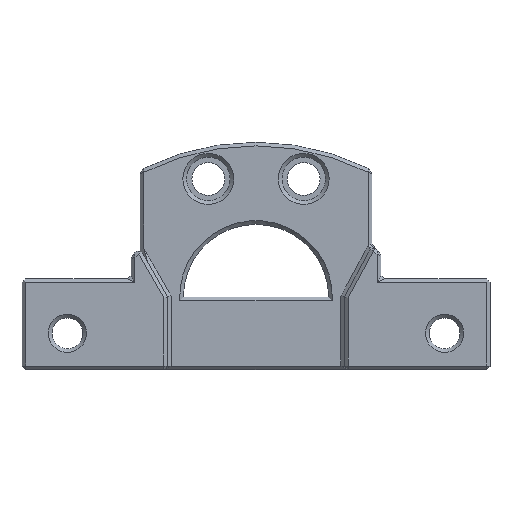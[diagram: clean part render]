
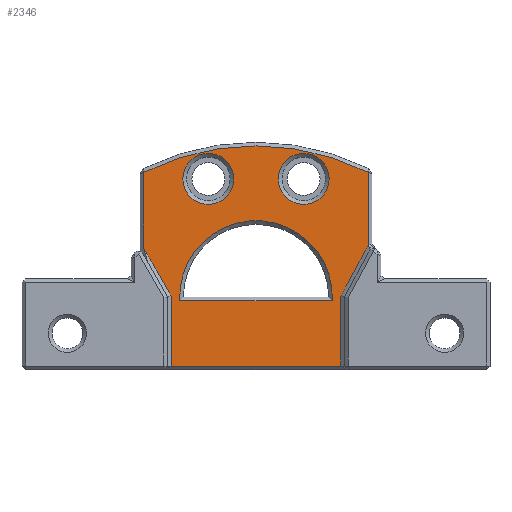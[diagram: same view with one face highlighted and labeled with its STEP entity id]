
A CAD part, top view. The second image highlights one B-rep face of the part: STEP entity #2346.
In plain terms, the highlighted planar face has unit normal (0, 0, 1).
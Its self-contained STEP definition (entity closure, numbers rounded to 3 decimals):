
#58=FACE_BOUND('',#426,.T.);
#59=FACE_BOUND('',#427,.T.);
#60=FACE_BOUND('',#428,.T.);
#71=CIRCLE('',#2513,27.581);
#72=CIRCLE('',#2514,2.8);
#73=CIRCLE('',#2515,8.4);
#74=CIRCLE('',#2516,2.8);
#143=PLANE('',#2512);
#270=FACE_OUTER_BOUND('',#425,.T.);
#425=EDGE_LOOP('',(#1788,#1789,#1790,#1791,#1792,#1793,#1794,#1795));
#426=EDGE_LOOP('',(#1796));
#427=EDGE_LOOP('',(#1797,#1798));
#428=EDGE_LOOP('',(#1799));
#619=LINE('',#3695,#889);
#627=LINE('',#3709,#897);
#629=LINE('',#3714,#899);
#631=LINE('',#3718,#901);
#654=LINE('',#3771,#924);
#655=LINE('',#3773,#925);
#656=LINE('',#3776,#926);
#657=LINE('',#3782,#927);
#889=VECTOR('',#2785,10.);
#897=VECTOR('',#2799,10.);
#899=VECTOR('',#2803,10.);
#901=VECTOR('',#2807,10.);
#924=VECTOR('',#2852,10.);
#925=VECTOR('',#2853,10.);
#926=VECTOR('',#2856,10.);
#927=VECTOR('',#2861,10.);
#1108=VERTEX_POINT('',#3426);
#1152=VERTEX_POINT('',#3683);
#1155=VERTEX_POINT('',#3693);
#1157=VERTEX_POINT('',#3699);
#1160=VERTEX_POINT('',#3713);
#1161=VERTEX_POINT('',#3717);
#1177=VERTEX_POINT('',#3772);
#1178=VERTEX_POINT('',#3774);
#1179=VERTEX_POINT('',#3777);
#1180=VERTEX_POINT('',#3779);
#1181=VERTEX_POINT('',#3780);
#1182=VERTEX_POINT('',#3783);
#1366=EDGE_CURVE('',#1155,#1152,#619,.T.);
#1374=EDGE_CURVE('',#1152,#1157,#627,.T.);
#1376=EDGE_CURVE('',#1157,#1160,#629,.T.);
#1378=EDGE_CURVE('',#1160,#1161,#631,.T.);
#1404=EDGE_CURVE('',#1108,#1155,#654,.T.);
#1405=EDGE_CURVE('',#1177,#1108,#655,.T.);
#1406=EDGE_CURVE('',#1178,#1177,#71,.T.);
#1407=EDGE_CURVE('',#1161,#1178,#656,.T.);
#1408=EDGE_CURVE('',#1179,#1179,#72,.T.);
#1409=EDGE_CURVE('',#1180,#1181,#73,.T.);
#1410=EDGE_CURVE('',#1181,#1180,#657,.T.);
#1411=EDGE_CURVE('',#1182,#1182,#74,.T.);
#1788=ORIENTED_EDGE('',*,*,#1378,.F.);
#1789=ORIENTED_EDGE('',*,*,#1376,.F.);
#1790=ORIENTED_EDGE('',*,*,#1374,.F.);
#1791=ORIENTED_EDGE('',*,*,#1366,.F.);
#1792=ORIENTED_EDGE('',*,*,#1404,.F.);
#1793=ORIENTED_EDGE('',*,*,#1405,.F.);
#1794=ORIENTED_EDGE('',*,*,#1406,.F.);
#1795=ORIENTED_EDGE('',*,*,#1407,.F.);
#1796=ORIENTED_EDGE('',*,*,#1408,.F.);
#1797=ORIENTED_EDGE('',*,*,#1409,.F.);
#1798=ORIENTED_EDGE('',*,*,#1410,.F.);
#1799=ORIENTED_EDGE('',*,*,#1411,.F.);
#2346=ADVANCED_FACE('',(#270,#58,#59,#60),#143,.T.);
#2512=AXIS2_PLACEMENT_3D('',#3770,#2850,#2851);
#2513=AXIS2_PLACEMENT_3D('',#3775,#2854,#2855);
#2514=AXIS2_PLACEMENT_3D('',#3778,#2857,#2858);
#2515=AXIS2_PLACEMENT_3D('',#3781,#2859,#2860);
#2516=AXIS2_PLACEMENT_3D('',#3784,#2862,#2863);
#2785=DIRECTION('',(0.,-1.,0.));
#2799=DIRECTION('',(-1.,0.,0.));
#2803=DIRECTION('',(0.,1.,0.));
#2807=DIRECTION('',(-0.496,0.869,0.));
#2850=DIRECTION('center_axis',(0.,0.,1.));
#2851=DIRECTION('ref_axis',(1.,0.,0.));
#2852=DIRECTION('',(-0.475,-0.88,0.));
#2853=DIRECTION('',(0.,-1.,0.));
#2854=DIRECTION('center_axis',(0.,0.,-1.));
#2855=DIRECTION('ref_axis',(0.92,0.391,0.));
#2856=DIRECTION('',(0.,1.,0.));
#2857=DIRECTION('center_axis',(0.,0.,1.));
#2858=DIRECTION('ref_axis',(1.,0.,0.));
#2859=DIRECTION('center_axis',(0.,0.,1.));
#2860=DIRECTION('ref_axis',(-1.,0.,0.));
#2861=DIRECTION('',(1.,0.,0.));
#2862=DIRECTION('center_axis',(0.,0.,1.));
#2863=DIRECTION('ref_axis',(1.,0.,0.));
#3426=CARTESIAN_POINT('',(38.1,13.66,-0.5));
#3683=CARTESIAN_POINT('',(35.1,0.4,-0.5));
#3693=CARTESIAN_POINT('',(35.1,8.101,-0.5));
#3695=CARTESIAN_POINT('',(35.1,12.258,-0.5));
#3699=CARTESIAN_POINT('',(16.4,0.4,-0.5));
#3709=CARTESIAN_POINT('',(12.875,0.4,-0.5));
#3713=CARTESIAN_POINT('',(16.4,8.106,-0.5));
#3714=CARTESIAN_POINT('',(16.4,8.258,-0.5));
#3717=CARTESIAN_POINT('',(13.4,13.362,-0.5));
#3718=CARTESIAN_POINT('',(15.712,9.311,-0.5));
#3770=CARTESIAN_POINT('Origin',(25.75,16.516,-0.5));
#3771=CARTESIAN_POINT('',(37.328,12.23,-0.5));
#3772=CARTESIAN_POINT('',(38.1,21.713,-0.5));
#3773=CARTESIAN_POINT('',(38.1,12.258,-0.5));
#3774=CARTESIAN_POINT('',(13.4,21.713,-0.5));
#3775=CARTESIAN_POINT('Origin',(25.75,-2.949,-0.5));
#3776=CARTESIAN_POINT('',(13.4,12.258,-0.5));
#3777=CARTESIAN_POINT('',(28.2,21.,-0.5));
#3778=CARTESIAN_POINT('Origin',(31.,21.,-0.5));
#3779=CARTESIAN_POINT('',(34.14,7.6,-0.5));
#3780=CARTESIAN_POINT('',(17.36,7.6,-0.5));
#3781=CARTESIAN_POINT('Origin',(25.75,8.,-0.5));
#3782=CARTESIAN_POINT('',(38.625,7.6,-0.5));
#3783=CARTESIAN_POINT('',(17.7,21.,-0.5));
#3784=CARTESIAN_POINT('Origin',(20.5,21.,-0.5));
